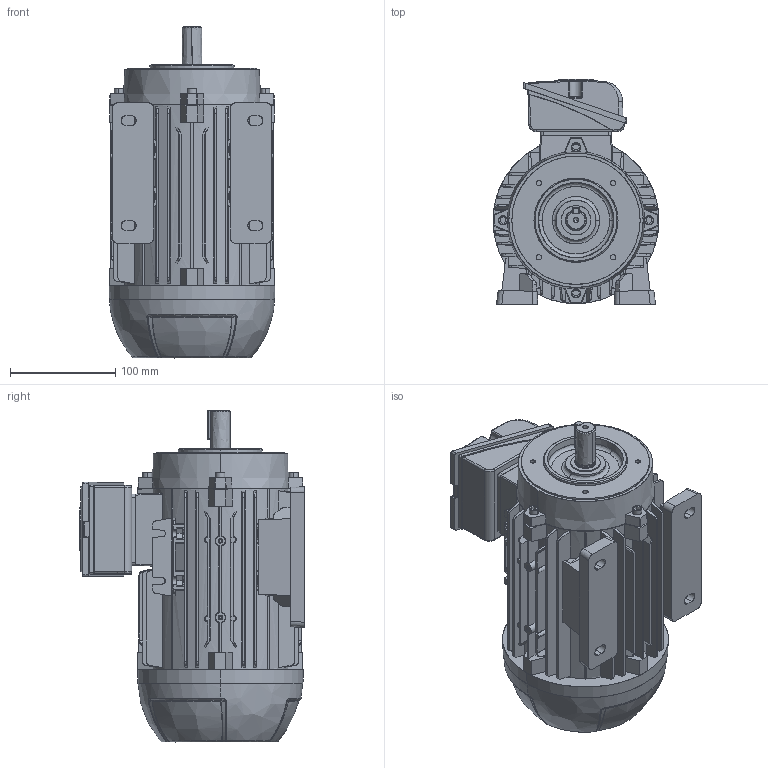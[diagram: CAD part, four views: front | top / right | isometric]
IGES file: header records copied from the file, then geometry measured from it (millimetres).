
Start section: SolidWorks IGES file using analytic representation for surfaces
Global section: file name: 80L_CP_DI_TOP.igs; native system: SolidWorks 2018; preprocessor: SolidWorks 2018; author: dias; date: 211105.130539; units: millimetre
Bounding box: 158 x 214.07 x 316 mm (x, y, z)
Surface area: 444410.7 mm2 (no closed solid volume)
Topology: 0 solids, 0 shells, 1710 faces, 19655 edges, 19633 vertices
Faces by surface type: bspline 1099, revolution 611
